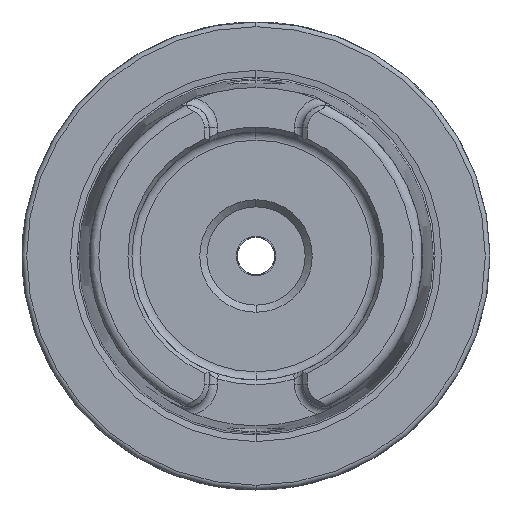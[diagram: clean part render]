
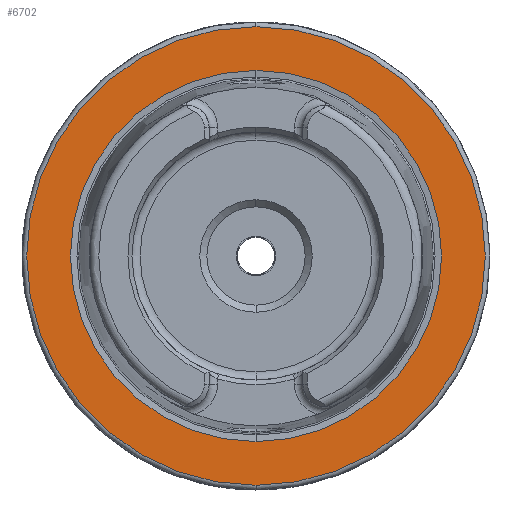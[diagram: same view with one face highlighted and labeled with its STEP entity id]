
A CAD part, left-side view. The second image highlights one B-rep face of the part: STEP entity #6702.
In plain terms, the highlighted planar face has unit normal (-1, 0, 0).
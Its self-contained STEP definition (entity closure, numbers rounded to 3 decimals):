
#547 = EDGE_LOOP ( 'NONE', ( #7498, #7509 ) ) ;
#725 = EDGE_LOOP ( 'NONE', ( #7553, #7619 ) ) ;
#795 = VERTEX_POINT ( 'NONE', #4225 ) ;
#1296 = DIRECTION ( 'NONE',  ( 0., 0., 1. ) ) ;
#1351 = DIRECTION ( 'NONE',  ( 1., 0., 0. ) ) ;
#1369 = CARTESIAN_POINT ( 'NONE',  ( 0., 0., 0. ) ) ;
#1711 = AXIS2_PLACEMENT_3D ( 'NONE', #3382, #3372, #3262 ) ;
#1741 = AXIS2_PLACEMENT_3D ( 'NONE', #3599, #3559, #3541 ) ;
#2593 = CARTESIAN_POINT ( 'NONE',  ( 0., 0., 49. ) ) ;
#3262 = DIRECTION ( 'NONE',  ( 0., 0., 1. ) ) ;
#3372 = DIRECTION ( 'NONE',  ( 1., 0., 0. ) ) ;
#3382 = CARTESIAN_POINT ( 'NONE',  ( 0., 0., 0. ) ) ;
#3541 = DIRECTION ( 'NONE',  ( 0., 0., 1. ) ) ;
#3559 = DIRECTION ( 'NONE',  ( 1., 0., 0. ) ) ;
#3599 = CARTESIAN_POINT ( 'NONE',  ( 0., 0., 0. ) ) ;
#3622 = CARTESIAN_POINT ( 'NONE',  ( 0., 0., -39.647 ) ) ;
#4225 = CARTESIAN_POINT ( 'NONE',  ( 0., 0., -49. ) ) ;
#4341 = AXIS2_PLACEMENT_3D ( 'NONE', #1369, #1351, #1296 ) ;
#4418 = AXIS2_PLACEMENT_3D ( 'NONE', #5204, #5034, #4986 ) ;
#4732 = CIRCLE ( 'NONE', #1741, 39.647 ) ;
#4758 = CIRCLE ( 'NONE', #1711, 49. ) ;
#4986 = DIRECTION ( 'NONE',  ( 0., 0., 1. ) ) ;
#5034 = DIRECTION ( 'NONE',  ( 1., 0., 0. ) ) ;
#5037 = AXIS2_PLACEMENT_3D ( 'NONE', #10269, #9231, #9196 ) ;
#5204 = CARTESIAN_POINT ( 'NONE',  ( 0., 0., 0. ) ) ;
#5906 = VERTEX_POINT ( 'NONE', #3622 ) ;
#6702 = ADVANCED_FACE ( 'NONE', ( #9920, #9911 ), #7871, .T. ) ;
#6905 = CIRCLE ( 'NONE', #4341, 39.647 ) ;
#7170 = CIRCLE ( 'NONE', #4418, 49. ) ;
#7372 = EDGE_CURVE ( 'NONE', #8371, #795, #7170, .T. ) ;
#7401 = EDGE_CURVE ( 'NONE', #5906, #10021, #6905, .T. ) ;
#7498 = ORIENTED_EDGE ( 'NONE', *, *, #7401, .T. ) ;
#7509 = ORIENTED_EDGE ( 'NONE', *, *, #9760, .T. ) ;
#7553 = ORIENTED_EDGE ( 'NONE', *, *, #7372, .F. ) ;
#7619 = ORIENTED_EDGE ( 'NONE', *, *, #9770, .F. ) ;
#7871 = PLANE ( 'NONE',  #5037 ) ;
#8371 = VERTEX_POINT ( 'NONE', #2593 ) ;
#9196 = DIRECTION ( 'NONE',  ( 0., 0., -1. ) ) ;
#9231 = DIRECTION ( 'NONE',  ( -1., 0., 0. ) ) ;
#9760 = EDGE_CURVE ( 'NONE', #10021, #5906, #4732, .T. ) ;
#9770 = EDGE_CURVE ( 'NONE', #795, #8371, #4758, .T. ) ;
#9911 = FACE_OUTER_BOUND ( 'NONE', #725, .T. ) ;
#9920 = FACE_BOUND ( 'NONE', #547, .T. ) ;
#10021 = VERTEX_POINT ( 'NONE', #10586 ) ;
#10269 = CARTESIAN_POINT ( 'NONE',  ( 0., -39.647, 0. ) ) ;
#10586 = CARTESIAN_POINT ( 'NONE',  ( 0., 0., 39.647 ) ) ;
